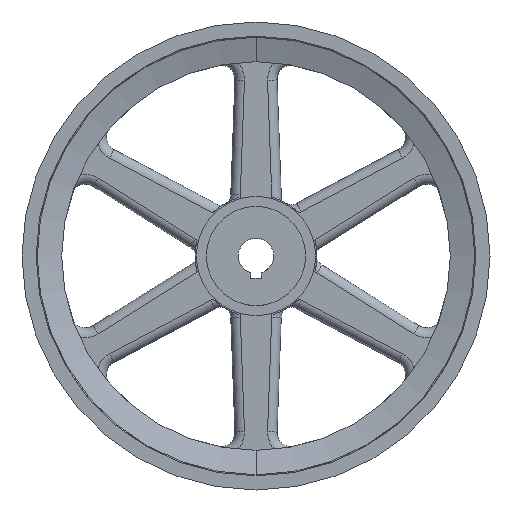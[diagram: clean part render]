
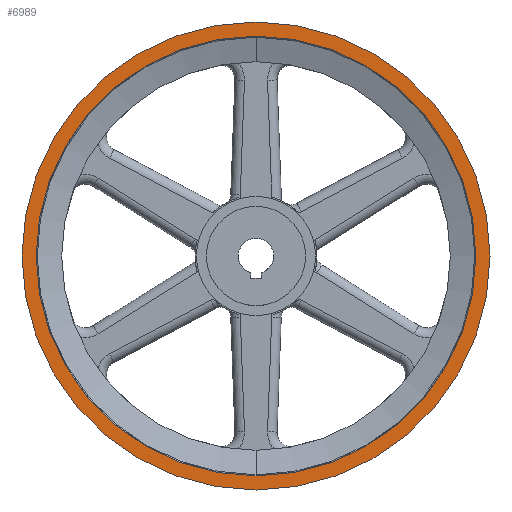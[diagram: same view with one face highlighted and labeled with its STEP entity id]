
A CAD part, front view. The second image highlights one B-rep face of the part: STEP entity #6989.
In plain terms, the highlighted planar face has unit normal (0, -1, 0).
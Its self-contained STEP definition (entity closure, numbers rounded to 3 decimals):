
#1153 = CARTESIAN_POINT ( 'NONE',  ( 0., -19.05, 104.775 ) ) ;
#1232 = CIRCLE ( 'NONE', #1336, 104.775 ) ;
#1336 = AXIS2_PLACEMENT_3D ( 'NONE', #1339, #1378, #1377 ) ;
#1339 = CARTESIAN_POINT ( 'NONE',  ( 0., -19.05, 0. ) ) ;
#1377 = DIRECTION ( 'NONE',  ( 0., 0., -1. ) ) ;
#1378 = DIRECTION ( 'NONE',  ( 0., 1., 0. ) ) ;
#1430 = CARTESIAN_POINT ( 'NONE',  ( 0., -19.05, -104.775 ) ) ;
#1961 = VERTEX_POINT ( 'NONE', #1153 ) ;
#2427 = DIRECTION ( 'NONE',  ( 0., -1., 0. ) ) ;
#2429 = CIRCLE ( 'NONE', #2439, 104.775 ) ;
#2431 = DIRECTION ( 'NONE',  ( 0., 0., -1. ) ) ;
#2432 = CARTESIAN_POINT ( 'NONE',  ( 0., -19.05, 0. ) ) ;
#2439 = AXIS2_PLACEMENT_3D ( 'NONE', #2432, #2427, #2431 ) ;
#2443 = CARTESIAN_POINT ( 'NONE',  ( 0., -19.05, 98.425 ) ) ;
#2444 = DIRECTION ( 'NONE',  ( 0., 0., -1. ) ) ;
#2445 = CIRCLE ( 'NONE', #2497, 98.425 ) ;
#2446 = CIRCLE ( 'NONE', #2454, 98.425 ) ;
#2451 = CARTESIAN_POINT ( 'NONE',  ( 0., -19.05, 0. ) ) ;
#2454 = AXIS2_PLACEMENT_3D ( 'NONE', #2451, #2460, #2444 ) ;
#2460 = DIRECTION ( 'NONE',  ( 0., 1., 0. ) ) ;
#2465 = CARTESIAN_POINT ( 'NONE',  ( 0., -19.05, 0. ) ) ;
#2480 = DIRECTION ( 'NONE',  ( 0., 0., -1. ) ) ;
#2481 = DIRECTION ( 'NONE',  ( 0., -1., 0. ) ) ;
#2485 = FACE_OUTER_BOUND ( 'NONE', #6972, .T. ) ;
#2486 = DIRECTION ( 'NONE',  ( 0., 0., 1. ) ) ;
#2487 = DIRECTION ( 'NONE',  ( 0., 1., 0. ) ) ;
#2488 = CARTESIAN_POINT ( 'NONE',  ( 0., -19.05, 0. ) ) ;
#2489 = AXIS2_PLACEMENT_3D ( 'NONE', #2465, #2481, #2480 ) ;
#2492 = PLANE ( 'NONE',  #2489 ) ;
#2497 = AXIS2_PLACEMENT_3D ( 'NONE', #2488, #2487, #2486 ) ;
#2501 = CARTESIAN_POINT ( 'NONE',  ( 0., -19.05, -98.425 ) ) ;
#2502 = FACE_BOUND ( 'NONE', #6981, .T. ) ;
#6598 = EDGE_CURVE ( 'NONE', #6620, #1961, #1232, .T. ) ;
#6620 = VERTEX_POINT ( 'NONE', #1430 ) ;
#6946 = EDGE_CURVE ( 'NONE', #6620, #1961, #2429, .T. ) ;
#6961 = ORIENTED_EDGE ( 'NONE', *, *, #6598, .F. ) ;
#6972 = EDGE_LOOP ( 'NONE', ( #6961, #6991 ) ) ;
#6978 = EDGE_CURVE ( 'NONE', #6985, #6986, #2446, .T. ) ;
#6981 = EDGE_LOOP ( 'NONE', ( #6990, #7005 ) ) ;
#6985 = VERTEX_POINT ( 'NONE', #2501 ) ;
#6986 = VERTEX_POINT ( 'NONE', #2443 ) ;
#6988 = EDGE_CURVE ( 'NONE', #6986, #6985, #2445, .T. ) ;
#6989 = ADVANCED_FACE ( 'NONE', ( #2485, #2502 ), #2492, .T. ) ;
#6990 = ORIENTED_EDGE ( 'NONE', *, *, #6988, .T. ) ;
#6991 = ORIENTED_EDGE ( 'NONE', *, *, #6946, .T. ) ;
#7005 = ORIENTED_EDGE ( 'NONE', *, *, #6978, .T. ) ;
